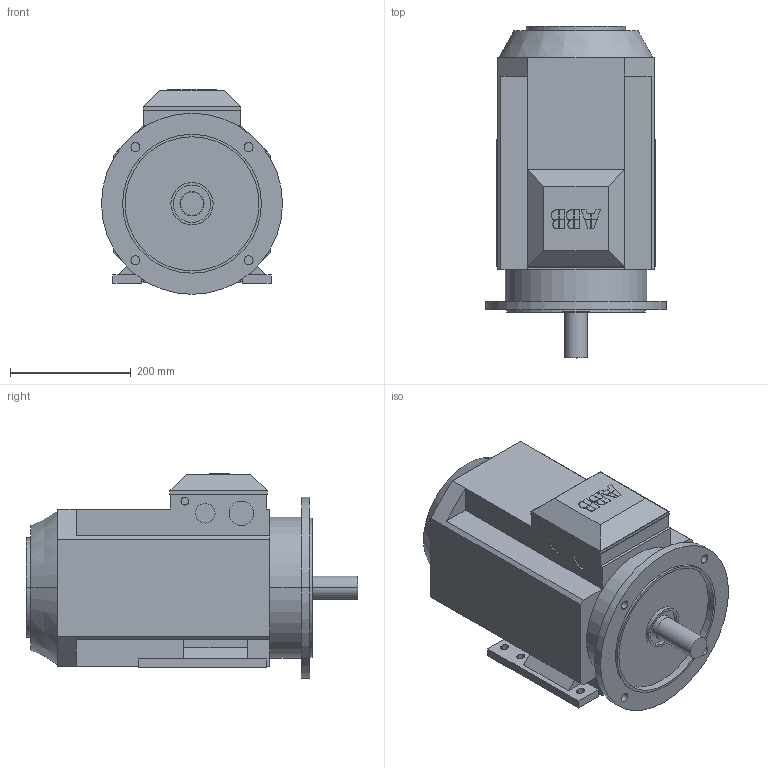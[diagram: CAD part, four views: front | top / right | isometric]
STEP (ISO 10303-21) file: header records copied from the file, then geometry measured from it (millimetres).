
FILE_DESCRIPTION(/* description */ (''),/* implementation_level */ '2;1');
FILE_NAME(/* name */ 'M2AA IE2 132 Large B35.stp',/* time_stamp */ '2015-07-01T13:39:45+02:00',/* author */ (''),/* organization */ (''),/* preprocessor_version */ 'ST-DEVELOPER v14',/* originating_system */ 'SIEMENS PLM Software NX 8.0',/* authorisation */ '');
FILE_SCHEMA (('AUTOMOTIVE_DESIGN { 1 0 10303 214 3 1 1 1 }'));
Length unit declared in the file: millimetre
Products named in the file (1): A1.5003 3D A2.5028_igs
Bounding box: 300 x 550 x 339 mm (x, y, z)
Volume: 26841960.5 mm3; surface area: 773026.2 mm2
Topology: 1 solids, 1 shells, 217 faces, 538 edges, 354 vertices
Faces by surface type: plane 151, cylinder 52, bspline 10, cone 4
Entity records: 6506 total; most frequent: CARTESIAN_POINT 1230, ORIENTED_EDGE 1076, DIRECTION 1046, EDGE_CURVE 538, LINE 406, VECTOR 406, VERTEX_POINT 354, AXIS2_PLACEMENT_3D 320
